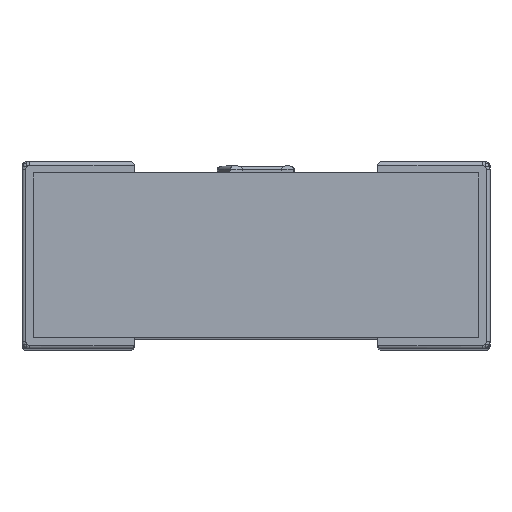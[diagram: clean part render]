
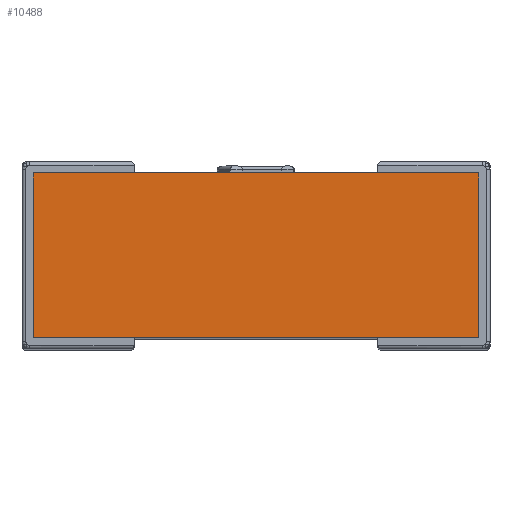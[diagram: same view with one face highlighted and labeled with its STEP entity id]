
A CAD part, top view. The second image highlights one B-rep face of the part: STEP entity #10488.
In plain terms, the highlighted planar face has unit normal (0, 0, 1).
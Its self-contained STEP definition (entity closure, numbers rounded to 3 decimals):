
#242 = LINE ( 'NONE', #8199, #8959 ) ;
#307 = VECTOR ( 'NONE', #10762, 1000. ) ;
#802 = PLANE ( 'NONE',  #4574 ) ;
#986 = EDGE_CURVE ( 'NONE', #6904, #8076, #3829, .T. ) ;
#2110 = VECTOR ( 'NONE', #2587, 1000. ) ;
#2303 = LINE ( 'NONE', #4922, #307 ) ;
#2511 = VECTOR ( 'NONE', #6683, 1000. ) ;
#2587 = DIRECTION ( 'NONE',  ( 0., -1., 0. ) ) ;
#3312 = FACE_OUTER_BOUND ( 'NONE', #9844, .T. ) ;
#3829 = LINE ( 'NONE', #9388, #2110 ) ;
#4115 = CARTESIAN_POINT ( 'NONE',  ( 0.595, 0.03, 1. ) ) ;
#4296 = CARTESIAN_POINT ( 'NONE',  ( -0.595, 0.47, 1. ) ) ;
#4574 = AXIS2_PLACEMENT_3D ( 'NONE', #10070, #5055, #10911 ) ;
#4922 = CARTESIAN_POINT ( 'NONE',  ( 0., 0.47, 1. ) ) ;
#5026 = ORIENTED_EDGE ( 'NONE', *, *, #986, .T. ) ;
#5055 = DIRECTION ( 'NONE',  ( 0., 0., 1. ) ) ;
#5528 = ORIENTED_EDGE ( 'NONE', *, *, #6680, .F. ) ;
#5884 = CARTESIAN_POINT ( 'NONE',  ( 0., 0.03, 1. ) ) ;
#6115 = ORIENTED_EDGE ( 'NONE', *, *, #7904, .F. ) ;
#6215 = CARTESIAN_POINT ( 'NONE',  ( -0.595, 0.03, 1. ) ) ;
#6410 = DIRECTION ( 'NONE',  ( 0., -1., 0. ) ) ;
#6680 = EDGE_CURVE ( 'NONE', #9098, #10076, #242, .T. ) ;
#6683 = DIRECTION ( 'NONE',  ( 1., 0., 0. ) ) ;
#6904 = VERTEX_POINT ( 'NONE', #4296 ) ;
#7904 = EDGE_CURVE ( 'NONE', #6904, #9098, #2303, .T. ) ;
#8076 = VERTEX_POINT ( 'NONE', #6215 ) ;
#8199 = CARTESIAN_POINT ( 'NONE',  ( 0.595, 0., 1. ) ) ;
#8430 = ORIENTED_EDGE ( 'NONE', *, *, #10505, .T. ) ;
#8515 = CARTESIAN_POINT ( 'NONE',  ( 0.595, 0.47, 1. ) ) ;
#8959 = VECTOR ( 'NONE', #6410, 1000. ) ;
#8979 = LINE ( 'NONE', #5884, #2511 ) ;
#9098 = VERTEX_POINT ( 'NONE', #8515 ) ;
#9388 = CARTESIAN_POINT ( 'NONE',  ( -0.595, 0., 1. ) ) ;
#9844 = EDGE_LOOP ( 'NONE', ( #6115, #5026, #8430, #5528 ) ) ;
#10070 = CARTESIAN_POINT ( 'NONE',  ( 0., 0., 1. ) ) ;
#10076 = VERTEX_POINT ( 'NONE', #4115 ) ;
#10488 = ADVANCED_FACE ( 'NONE', ( #3312 ), #802, .T. ) ;
#10505 = EDGE_CURVE ( 'NONE', #8076, #10076, #8979, .T. ) ;
#10762 = DIRECTION ( 'NONE',  ( 1., 0., 0. ) ) ;
#10911 = DIRECTION ( 'NONE',  ( 1., 0., 0. ) ) ;
